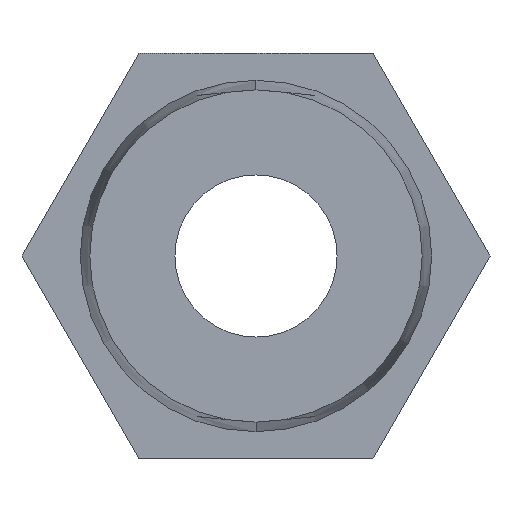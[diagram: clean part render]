
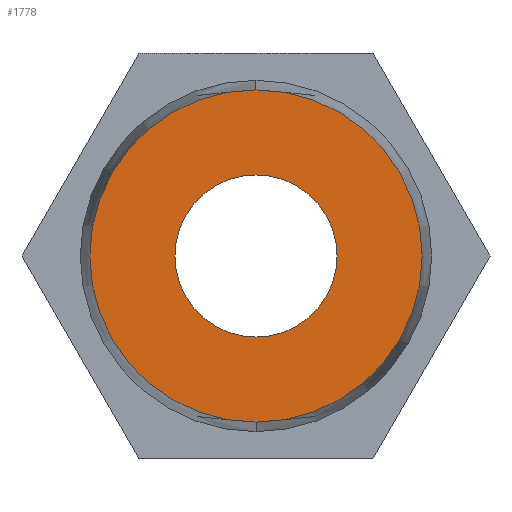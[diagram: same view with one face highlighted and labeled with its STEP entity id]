
A CAD part, left-side view. The second image highlights one B-rep face of the part: STEP entity #1778.
In plain terms, the highlighted planar face has unit normal (-1, 0, 0).
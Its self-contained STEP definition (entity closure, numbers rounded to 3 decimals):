
#79 = AXIS2_PLACEMENT_3D ( 'NONE', #2577, #5205, #3888 ) ;
#168 = FACE_BOUND ( 'NONE', #3784, .T. ) ;
#628 = DIRECTION ( 'NONE',  ( 0., 0., -1. ) ) ;
#629 = FACE_OUTER_BOUND ( 'NONE', #5418, .T. ) ;
#1004 = ORIENTED_EDGE ( 'NONE', *, *, #4955, .T. ) ;
#1031 = VERTEX_POINT ( 'NONE', #4876 ) ;
#1152 = CARTESIAN_POINT ( 'NONE',  ( 0., 0., 0. ) ) ;
#1236 = EDGE_CURVE ( 'NONE', #1031, #4525, #4575, .T. ) ;
#1465 = AXIS2_PLACEMENT_3D ( 'NONE', #3897, #4759, #4789 ) ;
#1468 = DIRECTION ( 'NONE',  ( 1., 0., 0. ) ) ;
#1553 = CARTESIAN_POINT ( 'NONE',  ( 0., 0., 0. ) ) ;
#1778 = ADVANCED_FACE ( 'NONE', ( #168, #629 ), #2380, .F. ) ;
#1983 = CARTESIAN_POINT ( 'NONE',  ( 0., 0., 0. ) ) ;
#2363 = CARTESIAN_POINT ( 'NONE',  ( 0., 0., 6.15 ) ) ;
#2380 = PLANE ( 'NONE',  #5658 ) ;
#2577 = CARTESIAN_POINT ( 'NONE',  ( 0., 0., 0. ) ) ;
#2880 = DIRECTION ( 'NONE',  ( -1., 0., 0. ) ) ;
#3011 = AXIS2_PLACEMENT_3D ( 'NONE', #1983, #2880, #4628 ) ;
#3110 = CARTESIAN_POINT ( 'NONE',  ( 0., 0., -3. ) ) ;
#3390 = CIRCLE ( 'NONE', #1465, 6.15 ) ;
#3391 = ORIENTED_EDGE ( 'NONE', *, *, #3542, .T. ) ;
#3542 = EDGE_CURVE ( 'NONE', #4391, #4102, #3390, .T. ) ;
#3784 = EDGE_LOOP ( 'NONE', ( #4841, #1004 ) ) ;
#3840 = CIRCLE ( 'NONE', #3011, 6.15 ) ;
#3888 = DIRECTION ( 'NONE',  ( 0., 0., -1. ) ) ;
#3897 = CARTESIAN_POINT ( 'NONE',  ( 0., 0., 0. ) ) ;
#3907 = ORIENTED_EDGE ( 'NONE', *, *, #5507, .T. ) ;
#4102 = VERTEX_POINT ( 'NONE', #2363 ) ;
#4187 = DIRECTION ( 'NONE',  ( 0., 0., -1. ) ) ;
#4391 = VERTEX_POINT ( 'NONE', #4799 ) ;
#4525 = VERTEX_POINT ( 'NONE', #3110 ) ;
#4575 = CIRCLE ( 'NONE', #79, 3. ) ;
#4628 = DIRECTION ( 'NONE',  ( 0., 0., 1. ) ) ;
#4759 = DIRECTION ( 'NONE',  ( -1., 0., 0. ) ) ;
#4789 = DIRECTION ( 'NONE',  ( 0., 0., 1. ) ) ;
#4799 = CARTESIAN_POINT ( 'NONE',  ( 0., 0., -6.15 ) ) ;
#4841 = ORIENTED_EDGE ( 'NONE', *, *, #1236, .T. ) ;
#4876 = CARTESIAN_POINT ( 'NONE',  ( 0., 0., 3. ) ) ;
#4945 = CIRCLE ( 'NONE', #5674, 3. ) ;
#4955 = EDGE_CURVE ( 'NONE', #4525, #1031, #4945, .T. ) ;
#5052 = DIRECTION ( 'NONE',  ( 1., 0., 0. ) ) ;
#5205 = DIRECTION ( 'NONE',  ( 1., 0., 0. ) ) ;
#5418 = EDGE_LOOP ( 'NONE', ( #3391, #3907 ) ) ;
#5507 = EDGE_CURVE ( 'NONE', #4102, #4391, #3840, .T. ) ;
#5658 = AXIS2_PLACEMENT_3D ( 'NONE', #1152, #1468, #4187 ) ;
#5674 = AXIS2_PLACEMENT_3D ( 'NONE', #1553, #5052, #628 ) ;
